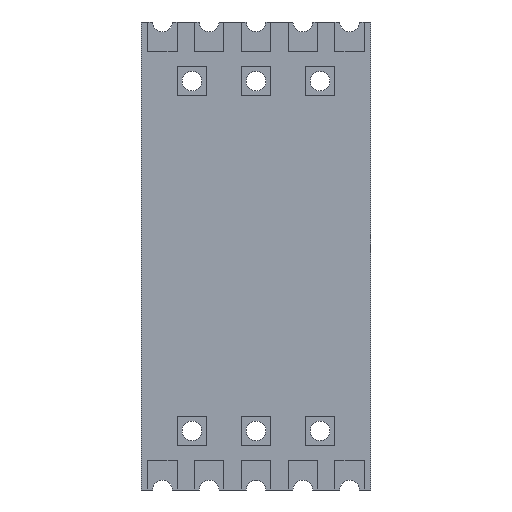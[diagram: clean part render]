
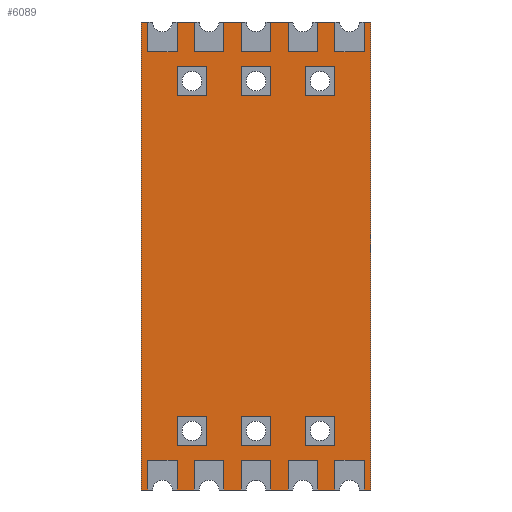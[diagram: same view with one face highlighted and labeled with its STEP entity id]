
A CAD part, front view. The second image highlights one B-rep face of the part: STEP entity #6089.
In plain terms, the highlighted planar face has unit normal (0, -1, 0).
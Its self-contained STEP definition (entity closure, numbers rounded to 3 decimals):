
#52=FACE_BOUND('',#2615,.T.);
#53=FACE_BOUND('',#2616,.T.);
#54=FACE_BOUND('',#2617,.T.);
#55=FACE_BOUND('',#2618,.T.);
#56=FACE_BOUND('',#2619,.T.);
#57=FACE_BOUND('',#2620,.T.);
#811=LINE('',#9911,#1488);
#813=LINE('',#9916,#1490);
#817=LINE('',#9925,#1494);
#818=LINE('',#9926,#1495);
#819=LINE('',#9927,#1496);
#820=LINE('',#9928,#1497);
#821=LINE('',#9929,#1498);
#822=LINE('',#9930,#1499);
#823=LINE('',#9932,#1500);
#824=LINE('',#9934,#1501);
#825=LINE('',#9936,#1502);
#826=LINE('',#9940,#1503);
#827=LINE('',#9944,#1504);
#828=LINE('',#9948,#1505);
#1488=VECTOR('',#8229,1.1);
#1490=VECTOR('',#8233,0.45);
#1494=VECTOR('',#8241,19.);
#1495=VECTOR('',#8242,0.45);
#1496=VECTOR('',#8243,1.1);
#1497=VECTOR('',#8244,1.1);
#1498=VECTOR('',#8245,1.1);
#1499=VECTOR('',#8246,1.1);
#1500=VECTOR('',#8247,0.45);
#1501=VECTOR('',#8248,19.);
#1502=VECTOR('',#8249,0.45);
#1503=VECTOR('',#8252,1.1);
#1504=VECTOR('',#8255,1.1);
#1505=VECTOR('',#8258,1.1);
#1828=PLANE('',#6621);
#2199=FACE_OUTER_BOUND('',#2614,.T.);
#2614=EDGE_LOOP('',(#5542,#5543,#5544,#5545,#5546,#5547,#5548,#5549,#5550,
#5551,#5552,#5553,#5554,#5555,#5556,#5557,#5558,#5559,#5560,#5561,#5562,
#5563,#5564,#5565));
#2615=EDGE_LOOP('',(#5566));
#2616=EDGE_LOOP('',(#5567));
#2617=EDGE_LOOP('',(#5568));
#2618=EDGE_LOOP('',(#5569));
#2619=EDGE_LOOP('',(#5570));
#2620=EDGE_LOOP('',(#5571));
#2737=CIRCLE('',#6587,0.4);
#2739=CIRCLE('',#6590,0.4);
#2741=CIRCLE('',#6593,0.4);
#2743=CIRCLE('',#6596,0.4);
#2745=CIRCLE('',#6599,0.4);
#2747=CIRCLE('',#6602,0.4);
#2749=CIRCLE('',#6605,0.4);
#2751=CIRCLE('',#6608,0.4);
#2753=CIRCLE('',#6611,0.4);
#2755=CIRCLE('',#6614,0.4);
#2757=CIRCLE('',#6617,0.4);
#2759=CIRCLE('',#6622,0.4);
#2760=CIRCLE('',#6623,0.4);
#2761=CIRCLE('',#6624,0.4);
#2762=CIRCLE('',#6625,0.4);
#2763=CIRCLE('',#6626,0.4);
#3207=VERTEX_POINT('',#9824);
#3209=VERTEX_POINT('',#9830);
#3211=VERTEX_POINT('',#9836);
#3213=VERTEX_POINT('',#9842);
#3215=VERTEX_POINT('',#9848);
#3217=VERTEX_POINT('',#9854);
#3219=VERTEX_POINT('',#9860);
#3220=VERTEX_POINT('',#9861);
#3223=VERTEX_POINT('',#9869);
#3224=VERTEX_POINT('',#9870);
#3227=VERTEX_POINT('',#9878);
#3228=VERTEX_POINT('',#9879);
#3231=VERTEX_POINT('',#9887);
#3232=VERTEX_POINT('',#9888);
#3235=VERTEX_POINT('',#9896);
#3236=VERTEX_POINT('',#9897);
#3241=VERTEX_POINT('',#9908);
#3242=VERTEX_POINT('',#9910);
#3243=VERTEX_POINT('',#9914);
#3244=VERTEX_POINT('',#9915);
#3247=VERTEX_POINT('',#9924);
#3248=VERTEX_POINT('',#9931);
#3249=VERTEX_POINT('',#9933);
#3250=VERTEX_POINT('',#9935);
#3251=VERTEX_POINT('',#9937);
#3252=VERTEX_POINT('',#9939);
#3253=VERTEX_POINT('',#9941);
#3254=VERTEX_POINT('',#9943);
#3255=VERTEX_POINT('',#9945);
#3256=VERTEX_POINT('',#9947);
#3978=EDGE_CURVE('',#3207,#3207,#2737,.T.);
#3981=EDGE_CURVE('',#3209,#3209,#2739,.T.);
#3984=EDGE_CURVE('',#3211,#3211,#2741,.T.);
#3987=EDGE_CURVE('',#3213,#3213,#2743,.T.);
#3990=EDGE_CURVE('',#3215,#3215,#2745,.T.);
#3993=EDGE_CURVE('',#3217,#3217,#2747,.T.);
#3996=EDGE_CURVE('',#3219,#3220,#2749,.T.);
#4000=EDGE_CURVE('',#3223,#3224,#2751,.T.);
#4004=EDGE_CURVE('',#3227,#3228,#2753,.T.);
#4008=EDGE_CURVE('',#3231,#3232,#2755,.T.);
#4012=EDGE_CURVE('',#3235,#3236,#2757,.T.);
#4018=EDGE_CURVE('',#3242,#3241,#811,.T.);
#4020=EDGE_CURVE('',#3243,#3244,#813,.T.);
#4024=EDGE_CURVE('',#3243,#3241,#2759,.T.);
#4025=EDGE_CURVE('',#3247,#3244,#817,.T.);
#4026=EDGE_CURVE('',#3235,#3247,#818,.T.);
#4027=EDGE_CURVE('',#3231,#3236,#819,.T.);
#4028=EDGE_CURVE('',#3227,#3232,#820,.T.);
#4029=EDGE_CURVE('',#3223,#3228,#821,.T.);
#4030=EDGE_CURVE('',#3219,#3224,#822,.T.);
#4031=EDGE_CURVE('',#3248,#3220,#823,.T.);
#4032=EDGE_CURVE('',#3248,#3249,#824,.T.);
#4033=EDGE_CURVE('',#3249,#3250,#825,.T.);
#4034=EDGE_CURVE('',#3251,#3250,#2760,.T.);
#4035=EDGE_CURVE('',#3251,#3252,#826,.T.);
#4036=EDGE_CURVE('',#3253,#3252,#2761,.T.);
#4037=EDGE_CURVE('',#3253,#3254,#827,.T.);
#4038=EDGE_CURVE('',#3255,#3254,#2762,.T.);
#4039=EDGE_CURVE('',#3255,#3256,#828,.T.);
#4040=EDGE_CURVE('',#3242,#3256,#2763,.T.);
#5542=ORIENTED_EDGE('',*,*,#4018,.T.);
#5543=ORIENTED_EDGE('',*,*,#4024,.F.);
#5544=ORIENTED_EDGE('',*,*,#4020,.T.);
#5545=ORIENTED_EDGE('',*,*,#4025,.F.);
#5546=ORIENTED_EDGE('',*,*,#4026,.F.);
#5547=ORIENTED_EDGE('',*,*,#4012,.T.);
#5548=ORIENTED_EDGE('',*,*,#4027,.F.);
#5549=ORIENTED_EDGE('',*,*,#4008,.T.);
#5550=ORIENTED_EDGE('',*,*,#4028,.F.);
#5551=ORIENTED_EDGE('',*,*,#4004,.T.);
#5552=ORIENTED_EDGE('',*,*,#4029,.F.);
#5553=ORIENTED_EDGE('',*,*,#4000,.T.);
#5554=ORIENTED_EDGE('',*,*,#4030,.F.);
#5555=ORIENTED_EDGE('',*,*,#3996,.T.);
#5556=ORIENTED_EDGE('',*,*,#4031,.F.);
#5557=ORIENTED_EDGE('',*,*,#4032,.T.);
#5558=ORIENTED_EDGE('',*,*,#4033,.T.);
#5559=ORIENTED_EDGE('',*,*,#4034,.F.);
#5560=ORIENTED_EDGE('',*,*,#4035,.T.);
#5561=ORIENTED_EDGE('',*,*,#4036,.F.);
#5562=ORIENTED_EDGE('',*,*,#4037,.T.);
#5563=ORIENTED_EDGE('',*,*,#4038,.F.);
#5564=ORIENTED_EDGE('',*,*,#4039,.T.);
#5565=ORIENTED_EDGE('',*,*,#4040,.F.);
#5566=ORIENTED_EDGE('',*,*,#3978,.T.);
#5567=ORIENTED_EDGE('',*,*,#3981,.T.);
#5568=ORIENTED_EDGE('',*,*,#3984,.T.);
#5569=ORIENTED_EDGE('',*,*,#3987,.T.);
#5570=ORIENTED_EDGE('',*,*,#3990,.T.);
#5571=ORIENTED_EDGE('',*,*,#3993,.T.);
#6089=ADVANCED_FACE('',(#2199,#52,#53,#54,#55,#56,#57),#1828,.T.);
#6587=AXIS2_PLACEMENT_3D('',#9825,#8145,#8146);
#6590=AXIS2_PLACEMENT_3D('',#9831,#8152,#8153);
#6593=AXIS2_PLACEMENT_3D('',#9837,#8159,#8160);
#6596=AXIS2_PLACEMENT_3D('',#9843,#8166,#8167);
#6599=AXIS2_PLACEMENT_3D('',#9849,#8173,#8174);
#6602=AXIS2_PLACEMENT_3D('',#9855,#8180,#8181);
#6605=AXIS2_PLACEMENT_3D('',#9862,#8187,#8188);
#6608=AXIS2_PLACEMENT_3D('',#9871,#8195,#8196);
#6611=AXIS2_PLACEMENT_3D('',#9880,#8203,#8204);
#6614=AXIS2_PLACEMENT_3D('',#9889,#8211,#8212);
#6617=AXIS2_PLACEMENT_3D('',#9898,#8219,#8220);
#6621=AXIS2_PLACEMENT_3D('',#9922,#8237,#8238);
#6622=AXIS2_PLACEMENT_3D('',#9923,#8239,#8240);
#6623=AXIS2_PLACEMENT_3D('',#9938,#8250,#8251);
#6624=AXIS2_PLACEMENT_3D('',#9942,#8253,#8254);
#6625=AXIS2_PLACEMENT_3D('',#9946,#8256,#8257);
#6626=AXIS2_PLACEMENT_3D('',#9949,#8259,#8260);
#8145=DIRECTION('center_axis',(0.,1.,0.));
#8146=DIRECTION('ref_axis',(1.,0.,0.));
#8152=DIRECTION('center_axis',(0.,1.,0.));
#8153=DIRECTION('ref_axis',(1.,0.,0.));
#8159=DIRECTION('center_axis',(0.,1.,0.));
#8160=DIRECTION('ref_axis',(1.,0.,0.));
#8166=DIRECTION('center_axis',(0.,1.,0.));
#8167=DIRECTION('ref_axis',(1.,0.,0.));
#8173=DIRECTION('center_axis',(0.,1.,0.));
#8174=DIRECTION('ref_axis',(1.,0.,0.));
#8180=DIRECTION('center_axis',(0.,1.,0.));
#8181=DIRECTION('ref_axis',(1.,0.,0.));
#8187=DIRECTION('center_axis',(0.,1.,0.));
#8188=DIRECTION('ref_axis',(0.,0.,1.));
#8195=DIRECTION('center_axis',(0.,1.,0.));
#8196=DIRECTION('ref_axis',(0.,0.,1.));
#8203=DIRECTION('center_axis',(0.,1.,0.));
#8204=DIRECTION('ref_axis',(0.,0.,1.));
#8211=DIRECTION('center_axis',(0.,1.,0.));
#8212=DIRECTION('ref_axis',(0.,0.,1.));
#8219=DIRECTION('center_axis',(0.,1.,0.));
#8220=DIRECTION('ref_axis',(0.,0.,1.));
#8229=DIRECTION('',(-1.,0.,0.));
#8233=DIRECTION('',(-1.,0.,0.));
#8237=DIRECTION('center_axis',(0.,-1.,0.));
#8238=DIRECTION('ref_axis',(0.,0.,-1.));
#8239=DIRECTION('center_axis',(0.,-1.,0.));
#8240=DIRECTION('ref_axis',(-1.,0.,0.));
#8241=DIRECTION('',(0.,0.,1.));
#8242=DIRECTION('',(-1.,0.,0.));
#8243=DIRECTION('',(-1.,0.,0.));
#8244=DIRECTION('',(-1.,0.,0.));
#8245=DIRECTION('',(-1.,0.,0.));
#8246=DIRECTION('',(-1.,0.,0.));
#8247=DIRECTION('',(-1.,0.,0.));
#8248=DIRECTION('',(0.,0.,1.));
#8249=DIRECTION('',(-1.,0.,0.));
#8250=DIRECTION('center_axis',(0.,-1.,0.));
#8251=DIRECTION('ref_axis',(-1.,0.,0.));
#8252=DIRECTION('',(-1.,0.,0.));
#8253=DIRECTION('center_axis',(0.,-1.,0.));
#8254=DIRECTION('ref_axis',(-1.,0.,0.));
#8255=DIRECTION('',(-1.,0.,0.));
#8256=DIRECTION('center_axis',(0.,-1.,0.));
#8257=DIRECTION('ref_axis',(-1.,0.,0.));
#8258=DIRECTION('',(-1.,0.,0.));
#8259=DIRECTION('center_axis',(0.,-1.,0.));
#8260=DIRECTION('ref_axis',(-1.,0.,0.));
#9824=CARTESIAN_POINT('',(2.2,-3.75,7.1));
#9825=CARTESIAN_POINT('Origin',(2.6,-3.75,7.1));
#9830=CARTESIAN_POINT('',(-3.,-3.75,-7.1));
#9831=CARTESIAN_POINT('Origin',(-2.6,-3.75,-7.1));
#9836=CARTESIAN_POINT('',(-0.4,-3.75,7.1));
#9837=CARTESIAN_POINT('Origin',(0.,-3.75,7.1));
#9842=CARTESIAN_POINT('',(2.2,-3.75,-7.1));
#9843=CARTESIAN_POINT('Origin',(2.6,-3.75,-7.1));
#9848=CARTESIAN_POINT('',(-0.4,-3.75,-7.1));
#9849=CARTESIAN_POINT('Origin',(0.,-3.75,-7.1));
#9854=CARTESIAN_POINT('',(-3.,-3.75,7.1));
#9855=CARTESIAN_POINT('Origin',(-2.6,-3.75,7.1));
#9860=CARTESIAN_POINT('',(3.4,-3.75,-9.5));
#9861=CARTESIAN_POINT('',(4.2,-3.75,-9.5));
#9862=CARTESIAN_POINT('Origin',(3.8,-3.75,-9.5));
#9869=CARTESIAN_POINT('',(1.5,-3.75,-9.5));
#9870=CARTESIAN_POINT('',(2.3,-3.75,-9.5));
#9871=CARTESIAN_POINT('Origin',(1.9,-3.75,-9.5));
#9878=CARTESIAN_POINT('',(-0.4,-3.75,-9.5));
#9879=CARTESIAN_POINT('',(0.4,-3.75,-9.5));
#9880=CARTESIAN_POINT('Origin',(0.,-3.75,-9.5));
#9887=CARTESIAN_POINT('',(-2.3,-3.75,-9.5));
#9888=CARTESIAN_POINT('',(-1.5,-3.75,-9.5));
#9889=CARTESIAN_POINT('Origin',(-1.9,-3.75,-9.5));
#9896=CARTESIAN_POINT('',(-4.2,-3.75,-9.5));
#9897=CARTESIAN_POINT('',(-3.4,-3.75,-9.5));
#9898=CARTESIAN_POINT('Origin',(-3.8,-3.75,-9.5));
#9908=CARTESIAN_POINT('',(-3.4,-3.75,9.5));
#9910=CARTESIAN_POINT('',(-2.3,-3.75,9.5));
#9911=CARTESIAN_POINT('',(-2.3,-3.75,9.5));
#9914=CARTESIAN_POINT('',(-4.2,-3.75,9.5));
#9915=CARTESIAN_POINT('',(-4.65,-3.75,9.5));
#9916=CARTESIAN_POINT('',(-4.2,-3.75,9.5));
#9922=CARTESIAN_POINT('Origin',(-4.65,-3.75,-9.5));
#9923=CARTESIAN_POINT('Origin',(-3.8,-3.75,9.5));
#9924=CARTESIAN_POINT('',(-4.65,-3.75,-9.5));
#9925=CARTESIAN_POINT('',(-4.65,-3.75,-9.5));
#9926=CARTESIAN_POINT('',(-4.2,-3.75,-9.5));
#9927=CARTESIAN_POINT('',(-2.3,-3.75,-9.5));
#9928=CARTESIAN_POINT('',(-0.4,-3.75,-9.5));
#9929=CARTESIAN_POINT('',(1.5,-3.75,-9.5));
#9930=CARTESIAN_POINT('',(3.4,-3.75,-9.5));
#9931=CARTESIAN_POINT('',(4.65,-3.75,-9.5));
#9932=CARTESIAN_POINT('',(4.65,-3.75,-9.5));
#9933=CARTESIAN_POINT('',(4.65,-3.75,9.5));
#9934=CARTESIAN_POINT('',(4.65,-3.75,-9.5));
#9935=CARTESIAN_POINT('',(4.2,-3.75,9.5));
#9936=CARTESIAN_POINT('',(4.65,-3.75,9.5));
#9937=CARTESIAN_POINT('',(3.4,-3.75,9.5));
#9938=CARTESIAN_POINT('Origin',(3.8,-3.75,9.5));
#9939=CARTESIAN_POINT('',(2.3,-3.75,9.5));
#9940=CARTESIAN_POINT('',(3.4,-3.75,9.5));
#9941=CARTESIAN_POINT('',(1.5,-3.75,9.5));
#9942=CARTESIAN_POINT('Origin',(1.9,-3.75,9.5));
#9943=CARTESIAN_POINT('',(0.4,-3.75,9.5));
#9944=CARTESIAN_POINT('',(1.5,-3.75,9.5));
#9945=CARTESIAN_POINT('',(-0.4,-3.75,9.5));
#9946=CARTESIAN_POINT('Origin',(0.,-3.75,9.5));
#9947=CARTESIAN_POINT('',(-1.5,-3.75,9.5));
#9948=CARTESIAN_POINT('',(-0.4,-3.75,9.5));
#9949=CARTESIAN_POINT('Origin',(-1.9,-3.75,9.5));
